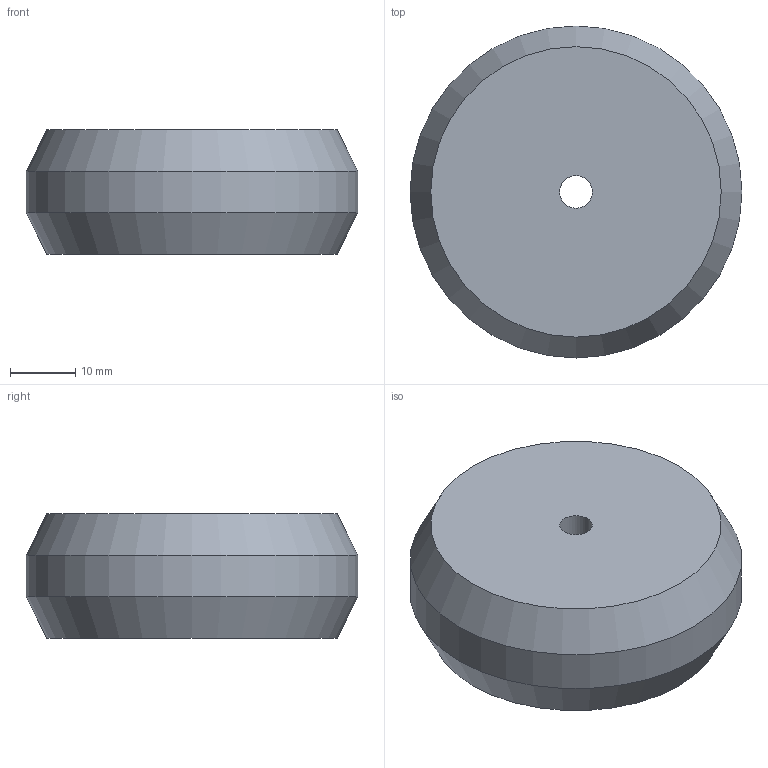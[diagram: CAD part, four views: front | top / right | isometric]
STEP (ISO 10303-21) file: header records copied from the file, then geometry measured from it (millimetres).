
FILE_DESCRIPTION(/* description */ (''),/* implementation_level */ '2;1');
FILE_NAME(/* name */ 'TPU Wheel.step',/* time_stamp */ '2025-09-18T13:16:51-04:00',/* author */ (''),/* organization */ (''),/* preprocessor_version */ 'ST-DEVELOPER v20.1',/* originating_system */ 'Autodesk Translation Framework v14.17.0.0',/* authorisation */ '');
FILE_SCHEMA (('AUTOMOTIVE_DESIGN { 1 0 10303 214 3 1 1 }'));
Length unit declared in the file: millimetre
Products named in the file (1): Pegasus Wheels
Bounding box: 50.8 x 50.8 x 19.05 mm (x, y, z)
Volume: 27881.8 mm3; surface area: 7775.4 mm2
Topology: 1 solids, 1 shells, 64 faces, 180 edges, 119 vertices
Faces by surface type: cylinder 33, plane 28, cone 2, torus 1
Full cylindrical faces by diameter (mm): 5 x1, 33.9 x1, 50.8 x1
Entity records: 2170 total; most frequent: CARTESIAN_POINT 428, DIRECTION 371, ORIENTED_EDGE 360, EDGE_CURVE 180, AXIS2_PLACEMENT_3D 138, VERTEX_POINT 119, LINE 95, VECTOR 95
